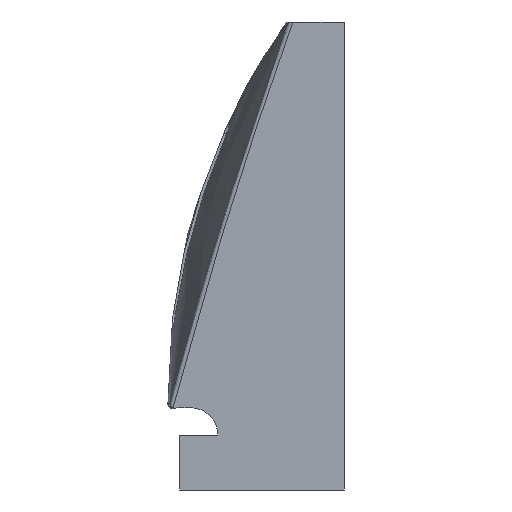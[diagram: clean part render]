
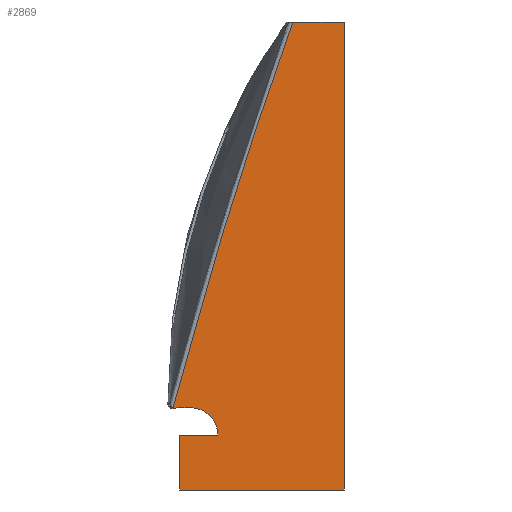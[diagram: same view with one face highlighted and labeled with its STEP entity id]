
A CAD part, left-side view. The second image highlights one B-rep face of the part: STEP entity #2869.
In plain terms, the highlighted planar face has unit normal (-1, 0, 0).
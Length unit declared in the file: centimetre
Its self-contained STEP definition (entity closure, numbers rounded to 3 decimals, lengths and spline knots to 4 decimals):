
#225=LINE('',#5584,#439);
#228=LINE('',#5742,#442);
#229=LINE('',#5746,#443);
#230=LINE('',#5748,#444);
#231=LINE('',#5750,#445);
#232=LINE('',#5751,#446);
#439=VECTOR('',#3893,1.);
#442=VECTOR('',#3906,1.);
#443=VECTOR('',#3909,1.);
#444=VECTOR('',#3910,1.);
#445=VECTOR('',#3911,1.);
#446=VECTOR('',#3912,1.);
#545=PLANE('',#3155);
#641=B_SPLINE_CURVE_WITH_KNOTS('',3,(#5635,#5636,#5637,#5638,#5639,#5640),
 .UNSPECIFIED.,.F.,.F.,(4,1,1,4),(-9.415,-5.4036,-2.7293,
-0.0551),.UNSPECIFIED.);
#810=FACE_OUTER_BOUND('',#982,.T.);
#982=EDGE_LOOP('',(#2585,#2586,#2587,#2588,#2589,#2590,#2591,#2592,#2593,
#2594));
#1114=CIRCLE('',#3153,0.1001);
#1116=CIRCLE('',#3156,0.635);
#1117=CIRCLE('',#3157,0.635);
#1378=VERTEX_POINT('',#5581);
#1379=VERTEX_POINT('',#5583);
#1382=VERTEX_POINT('',#5620);
#1384=VERTEX_POINT('',#5678);
#1386=VERTEX_POINT('',#5739);
#1387=VERTEX_POINT('',#5741);
#1388=VERTEX_POINT('',#5743);
#1389=VERTEX_POINT('',#5745);
#1390=VERTEX_POINT('',#5747);
#1391=VERTEX_POINT('',#5749);
#1788=EDGE_CURVE('',#1379,#1378,#225,.T.);
#1793=EDGE_CURVE('',#1382,#1378,#641,.T.);
#1795=EDGE_CURVE('',#1384,#1382,#1114,.T.);
#1799=EDGE_CURVE('',#1384,#1386,#1116,.T.);
#1800=EDGE_CURVE('',#1386,#1387,#228,.T.);
#1801=EDGE_CURVE('',#1387,#1388,#1117,.T.);
#1802=EDGE_CURVE('',#1388,#1389,#229,.T.);
#1803=EDGE_CURVE('',#1389,#1390,#230,.T.);
#1804=EDGE_CURVE('',#1390,#1391,#231,.T.);
#1805=EDGE_CURVE('',#1379,#1391,#232,.T.);
#2585=ORIENTED_EDGE('',*,*,#1793,.F.);
#2586=ORIENTED_EDGE('',*,*,#1795,.F.);
#2587=ORIENTED_EDGE('',*,*,#1799,.T.);
#2588=ORIENTED_EDGE('',*,*,#1800,.T.);
#2589=ORIENTED_EDGE('',*,*,#1801,.T.);
#2590=ORIENTED_EDGE('',*,*,#1802,.T.);
#2591=ORIENTED_EDGE('',*,*,#1803,.T.);
#2592=ORIENTED_EDGE('',*,*,#1804,.T.);
#2593=ORIENTED_EDGE('',*,*,#1805,.F.);
#2594=ORIENTED_EDGE('',*,*,#1788,.T.);
#2869=ADVANCED_FACE('',(#810),#545,.T.);
#3153=AXIS2_PLACEMENT_3D('',#5685,#3898,#3899);
#3155=AXIS2_PLACEMENT_3D('',#5738,#3902,#3903);
#3156=AXIS2_PLACEMENT_3D('',#5740,#3904,#3905);
#3157=AXIS2_PLACEMENT_3D('',#5744,#3907,#3908);
#3893=DIRECTION('',(0.,1.,0.));
#3898=DIRECTION('center_axis',(1.,0.,0.));
#3899=DIRECTION('ref_axis',(0.,0.279,-0.96));
#3902=DIRECTION('center_axis',(-1.,0.,0.));
#3903=DIRECTION('ref_axis',(0.,0.,-1.));
#3904=DIRECTION('center_axis',(1.,0.,0.));
#3905=DIRECTION('ref_axis',(0.,0.707,0.707));
#3906=DIRECTION('',(0.,-1.,0.));
#3907=DIRECTION('center_axis',(1.,0.,0.));
#3908=DIRECTION('ref_axis',(0.,-0.707,0.707));
#3909=DIRECTION('',(0.,1.,0.));
#3910=DIRECTION('',(0.,0.,-1.));
#3911=DIRECTION('',(0.,-1.,0.));
#3912=DIRECTION('',(0.,0.,-1.));
#5581=CARTESIAN_POINT('',(0.,1.8239,-0.0073));
#5583=CARTESIAN_POINT('',(0.,0.635,-0.0073));
#5584=CARTESIAN_POINT('',(0.,1.905,-0.0073));
#5620=CARTESIAN_POINT('',(0.,4.5966,-8.9438));
#5635=CARTESIAN_POINT('Ctrl Pts',(0.,4.5966,
-8.9438));
#5636=CARTESIAN_POINT('Ctrl Pts',(0.,4.2603,
-7.6497));
#5637=CARTESIAN_POINT('Ctrl Pts',(0.,3.6491,
-5.5061));
#5638=CARTESIAN_POINT('Ctrl Pts',(0.,2.7078,
-2.5314));
#5639=CARTESIAN_POINT('Ctrl Pts',(0.,2.1275,
-0.8454));
#5640=CARTESIAN_POINT('Ctrl Pts',(0.,1.8239,
-0.0073));
#5678=CARTESIAN_POINT('',(0.,4.5518,-8.9464));
#5685=CARTESIAN_POINT('Origin',(0.,4.5687,
-8.8477));
#5738=CARTESIAN_POINT('Origin',(0.,2.54,-12.0723));
#5739=CARTESIAN_POINT('',(0.,4.445,-8.9373));
#5740=CARTESIAN_POINT('Origin',(0.,4.445,-9.5723));
#5741=CARTESIAN_POINT('',(0.,4.191,-8.9373));
#5742=CARTESIAN_POINT('',(0.,3.556,-8.9373));
#5743=CARTESIAN_POINT('',(0.,3.556,-9.5723));
#5744=CARTESIAN_POINT('Origin',(0.,4.191,-9.5723));
#5745=CARTESIAN_POINT('',(0.,4.445,-9.5723));
#5746=CARTESIAN_POINT('',(0.,3.556,-9.5723));
#5747=CARTESIAN_POINT('',(0.,4.445,-10.8423));
#5748=CARTESIAN_POINT('',(0.,4.445,-10.8423));
#5749=CARTESIAN_POINT('',(0.,0.635,-10.8423));
#5750=CARTESIAN_POINT('',(0.,2.54,-10.8423));
#5751=CARTESIAN_POINT('',(0.,0.635,-12.0723));
